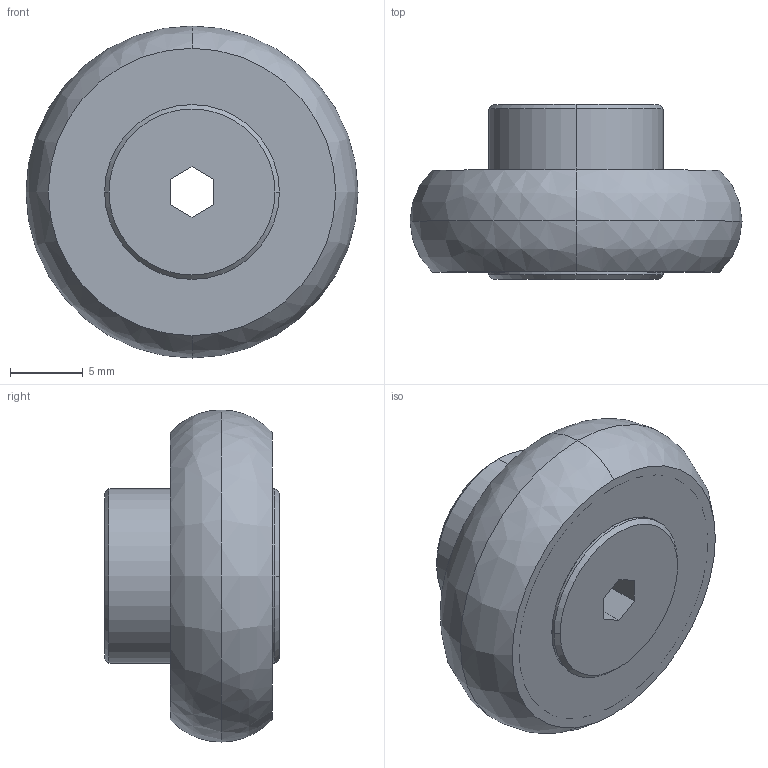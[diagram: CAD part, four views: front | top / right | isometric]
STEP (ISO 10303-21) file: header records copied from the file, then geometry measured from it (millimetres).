
FILE_DESCRIPTION (( 'STEP AP214' ), '1' );
FILE_NAME ('RSBLN30-2Z-Rollco.step', '2022-01-21T07:18:23', ( '' ), ( '' ), 'SwSTEP 2.0', 'SolidWorks 2010', '' );
FILE_SCHEMA (( 'AUTOMOTIVE_DESIGN' ));
Length unit declared in the file: millimetre
Products named in the file (1): RSBLN30-2Z-Rollco
Bounding box: 22.8 x 12 x 22.8 mm (x, y, z)
Volume: 2178.2 mm3; surface area: 3229.2 mm2
Topology: 9 solids, 12 shells, 64 faces, 150 edges, 82 vertices
Faces by surface type: bspline 20, cylinder 20, plane 18, cone 6
Entity records: 1972 total; most frequent: CARTESIAN_POINT 565, DIRECTION 282, ORIENTED_EDGE 236, AXIS2_PLACEMENT_3D 119, EDGE_CURVE 118, VERTEX_POINT 82, EDGE_LOOP 76, CIRCLE 74
